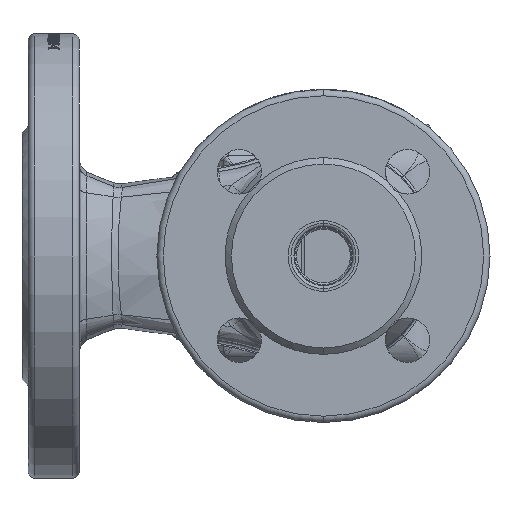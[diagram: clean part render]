
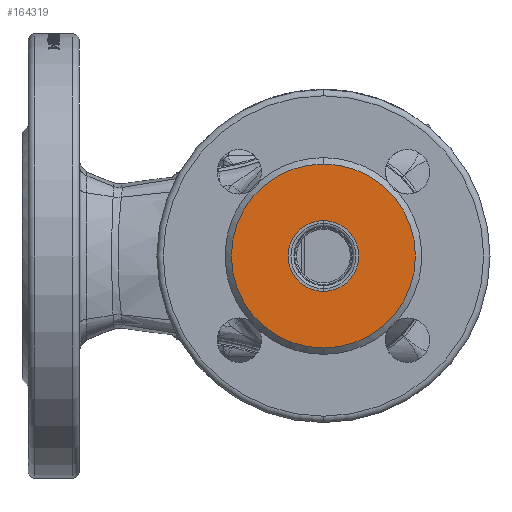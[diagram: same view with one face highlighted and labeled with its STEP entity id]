
A CAD part, front view. The second image highlights one B-rep face of the part: STEP entity #164319.
In plain terms, the highlighted planar face has unit normal (0, -1, 0).
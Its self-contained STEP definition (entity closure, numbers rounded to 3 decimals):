
#3298 = DIRECTION ( 'NONE',  ( 0., 1., 0. ) ) ;
#14722 = CARTESIAN_POINT ( 'NONE',  ( 0., -85., -29. ) ) ;
#14848 = CARTESIAN_POINT ( 'NONE',  ( 0., -85., 11.15 ) ) ;
#15604 = CARTESIAN_POINT ( 'NONE',  ( 0., -85., 29. ) ) ;
#16143 = CARTESIAN_POINT ( 'NONE',  ( 0., -85., 0. ) ) ;
#16704 = CARTESIAN_POINT ( 'NONE',  ( 0., -85., -11.15 ) ) ;
#18902 = CARTESIAN_POINT ( 'NONE',  ( 0., -85., 0. ) ) ;
#28990 = DIRECTION ( 'NONE',  ( 0., 1., 0. ) ) ;
#31479 = CARTESIAN_POINT ( 'NONE',  ( 0., -85., 0. ) ) ;
#33491 = AXIS2_PLACEMENT_3D ( 'NONE', #61008, #48255, #163131 ) ;
#37720 = ORIENTED_EDGE ( 'NONE', *, *, #46405, .F. ) ;
#41646 = EDGE_LOOP ( 'NONE', ( #157539, #165546 ) ) ;
#45232 = DIRECTION ( 'NONE',  ( 0., 0., 1. ) ) ;
#46405 = EDGE_CURVE ( 'NONE', #140079, #63257, #140608, .T. ) ;
#48255 = DIRECTION ( 'NONE',  ( 0., -1., 0. ) ) ;
#59761 = CIRCLE ( 'NONE', #154897, 11.15 ) ;
#59817 = EDGE_CURVE ( 'NONE', #63257, #140079, #141011, .T. ) ;
#61008 = CARTESIAN_POINT ( 'NONE',  ( 0., -85., 0. ) ) ;
#63257 = VERTEX_POINT ( 'NONE', #15604 ) ;
#67492 = DIRECTION ( 'NONE',  ( 0., 1., 0. ) ) ;
#67865 = CIRCLE ( 'NONE', #70536, 11.15 ) ;
#70536 = AXIS2_PLACEMENT_3D ( 'NONE', #31479, #28990, #107279 ) ;
#72933 = PLANE ( 'NONE',  #33491 ) ;
#73047 = DIRECTION ( 'NONE',  ( 0., 0., 1. ) ) ;
#79887 = DIRECTION ( 'NONE',  ( 0., 1., 0. ) ) ;
#91686 = VERTEX_POINT ( 'NONE', #14848 ) ;
#97594 = AXIS2_PLACEMENT_3D ( 'NONE', #16143, #3298, #73047 ) ;
#105699 = EDGE_CURVE ( 'NONE', #123275, #91686, #67865, .T. ) ;
#107279 = DIRECTION ( 'NONE',  ( 0., 0., 1. ) ) ;
#123275 = VERTEX_POINT ( 'NONE', #16704 ) ;
#136768 = FACE_BOUND ( 'NONE', #41646, .T. ) ;
#140079 = VERTEX_POINT ( 'NONE', #14722 ) ;
#140608 = CIRCLE ( 'NONE', #146055, 29. ) ;
#141011 = CIRCLE ( 'NONE', #97594, 29. ) ;
#141173 = DIRECTION ( 'NONE',  ( 0., 0., 1. ) ) ;
#141592 = EDGE_CURVE ( 'NONE', #91686, #123275, #59761, .T. ) ;
#146055 = AXIS2_PLACEMENT_3D ( 'NONE', #167579, #79887, #141173 ) ;
#154897 = AXIS2_PLACEMENT_3D ( 'NONE', #18902, #67492, #45232 ) ;
#157539 = ORIENTED_EDGE ( 'NONE', *, *, #141592, .T. ) ;
#163131 = DIRECTION ( 'NONE',  ( 0., 0., -1. ) ) ;
#163685 = EDGE_LOOP ( 'NONE', ( #163989, #37720 ) ) ;
#163989 = ORIENTED_EDGE ( 'NONE', *, *, #59817, .F. ) ;
#164319 = ADVANCED_FACE ( 'NONE', ( #136768, #165690 ), #72933, .T. ) ;
#165546 = ORIENTED_EDGE ( 'NONE', *, *, #105699, .T. ) ;
#165690 = FACE_OUTER_BOUND ( 'NONE', #163685, .T. ) ;
#167579 = CARTESIAN_POINT ( 'NONE',  ( 0., -85., 0. ) ) ;
